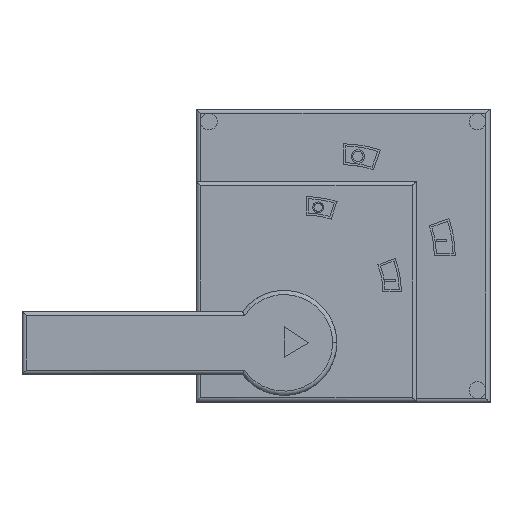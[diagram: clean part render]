
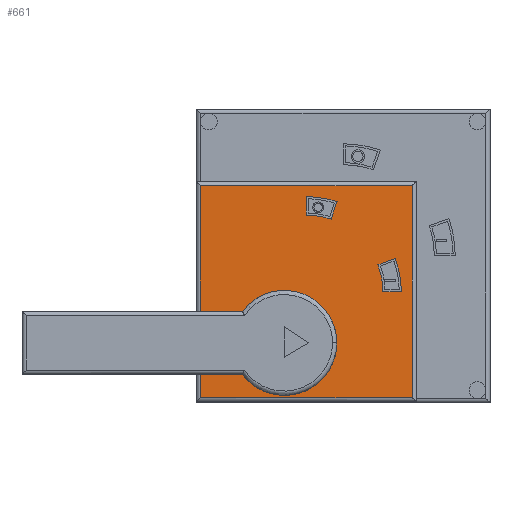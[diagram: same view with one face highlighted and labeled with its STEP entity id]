
A CAD part, top view. The second image highlights one B-rep face of the part: STEP entity #661.
In plain terms, the highlighted planar face has unit normal (0, 0, 1).
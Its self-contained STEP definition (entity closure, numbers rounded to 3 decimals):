
#12 = EDGE_CURVE ( 'NONE', #358, #2224, #604, .T. ) ;
#23 = CARTESIAN_POINT ( 'NONE',  ( -5.747, 16.977, 343. ) ) ;
#38 = ORIENTED_EDGE ( 'NONE', *, *, #1229, .F. ) ;
#47 = EDGE_CURVE ( 'NONE', #1650, #358, #2509, .T. ) ;
#62 = EDGE_LOOP ( 'NONE', ( #1037, #38, #425, #856 ) ) ;
#92 = VECTOR ( 'NONE', #995, 1000. ) ;
#102 = LINE ( 'NONE', #1562, #793 ) ;
#140 = EDGE_CURVE ( 'NONE', #3212, #2356, #902, .T. ) ;
#143 = LINE ( 'NONE', #2266, #2300 ) ;
#179 = VERTEX_POINT ( 'NONE', #1342 ) ;
#199 = DIRECTION ( 'NONE',  ( 0., 0., 1. ) ) ;
#222 = DIRECTION ( 'NONE',  ( 1., 0., 0. ) ) ;
#229 = CARTESIAN_POINT ( 'NONE',  ( -68., -68., 343. ) ) ;
#235 = EDGE_CURVE ( 'NONE', #1441, #3212, #2628, .T. ) ;
#308 = DIRECTION ( 'NONE',  ( 1., 0., 0. ) ) ;
#326 = EDGE_CURVE ( 'NONE', #3487, #1441, #2708, .T. ) ;
#335 = CARTESIAN_POINT ( 'NONE',  ( -62.769, -57., 343. ) ) ;
#337 = CARTESIAN_POINT ( 'NONE',  ( 0., 0., 343. ) ) ;
#358 = VERTEX_POINT ( 'NONE', #400 ) ;
#365 = CARTESIAN_POINT ( 'NONE',  ( 18.925, -17.5, 343. ) ) ;
#372 = CARTESIAN_POINT ( 'NONE',  ( -17.5, -17.5, 343. ) ) ;
#382 = DIRECTION ( 'NONE',  ( 0., -1., 0. ) ) ;
#400 = CARTESIAN_POINT ( 'NONE',  ( 27.74, -17.5, 343. ) ) ;
#413 = VECTOR ( 'NONE', #424, 1000. ) ;
#421 = DIRECTION ( 'NONE',  ( -1., 0., 0. ) ) ;
#423 = AXIS2_PLACEMENT_3D ( 'NONE', #372, #1512, #686 ) ;
#424 = DIRECTION ( 'NONE',  ( 0., -1., 0. ) ) ;
#425 = ORIENTED_EDGE ( 'NONE', *, *, #2883, .F. ) ;
#464 = VERTEX_POINT ( 'NONE', #229 ) ;
#479 = EDGE_LOOP ( 'NONE', ( #2100, #967, #2363, #2159 ) ) ;
#505 = CARTESIAN_POINT ( 'NONE',  ( 16.62, -4.748, 343. ) ) ;
#551 = VERTEX_POINT ( 'NONE', #3006 ) ;
#604 = CIRCLE ( 'NONE', #1027, 45.24 ) ;
#661 = ADVANCED_FACE ( 'NONE', ( #958, #2557, #2472, #2930 ), #867, .F. ) ;
#686 = DIRECTION ( 'NONE',  ( 1., 0., 0. ) ) ;
#691 = DIRECTION ( 'NONE',  ( -0.937, -0.35, 0. ) ) ;
#695 = EDGE_CURVE ( 'NONE', #1709, #1594, #102, .T. ) ;
#735 = CARTESIAN_POINT ( 'NONE',  ( -17.5, 18.925, 343. ) ) ;
#738 = DIRECTION ( 'NONE',  ( 1., 0., 0. ) ) ;
#793 = VECTOR ( 'NONE', #738, 1000. ) ;
#856 = ORIENTED_EDGE ( 'NONE', *, *, #695, .F. ) ;
#867 = PLANE ( 'NONE',  #1076 ) ;
#897 = DIRECTION ( 'NONE',  ( 1., 0., 0. ) ) ;
#902 = CIRCLE ( 'NONE', #1458, 45.24 ) ;
#943 = ORIENTED_EDGE ( 'NONE', *, *, #2712, .T. ) ;
#958 = FACE_OUTER_BOUND ( 'NONE', #2519, .T. ) ;
#967 = ORIENTED_EDGE ( 'NONE', *, *, #47, .F. ) ;
#995 = DIRECTION ( 'NONE',  ( -1., 0., 0. ) ) ;
#998 = LINE ( 'NONE', #2460, #2465 ) ;
#1016 = CARTESIAN_POINT ( 'NONE',  ( -2.902, 25.32, 343. ) ) ;
#1027 = AXIS2_PLACEMENT_3D ( 'NONE', #1160, #1928, #897 ) ;
#1037 = ORIENTED_EDGE ( 'NONE', *, *, #2655, .F. ) ;
#1072 = EDGE_CURVE ( 'NONE', #1301, #1650, #2632, .T. ) ;
#1076 = AXIS2_PLACEMENT_3D ( 'NONE', #337, #3019, #1153 ) ;
#1080 = CARTESIAN_POINT ( 'NONE',  ( -17.5, -17.5, 343. ) ) ;
#1084 = CARTESIAN_POINT ( 'NONE',  ( 33., 0., 343. ) ) ;
#1125 = CARTESIAN_POINT ( 'NONE',  ( 24.877, -1.663, 343. ) ) ;
#1128 = DIRECTION ( 'NONE',  ( 1., 0., 0. ) ) ;
#1153 = DIRECTION ( 'NONE',  ( -1., 0., 0. ) ) ;
#1160 = CARTESIAN_POINT ( 'NONE',  ( -17.5, -17.5, 343. ) ) ;
#1229 = EDGE_CURVE ( 'NONE', #3453, #2324, #1256, .T. ) ;
#1256 = LINE ( 'NONE', #1813, #92 ) ;
#1276 = ORIENTED_EDGE ( 'NONE', *, *, #235, .F. ) ;
#1297 = EDGE_CURVE ( 'NONE', #179, #551, #3478, .T. ) ;
#1301 = VERTEX_POINT ( 'NONE', #505 ) ;
#1342 = CARTESIAN_POINT ( 'NONE',  ( 33., -68., 343. ) ) ;
#1370 = EDGE_CURVE ( 'NONE', #464, #179, #998, .T. ) ;
#1371 = DIRECTION ( 'NONE',  ( 1., 0., 0. ) ) ;
#1386 = CARTESIAN_POINT ( 'NONE',  ( -5.747, 16.977, 343. ) ) ;
#1441 = VERTEX_POINT ( 'NONE', #23 ) ;
#1451 = VECTOR ( 'NONE', #382, 1000. ) ;
#1458 = AXIS2_PLACEMENT_3D ( 'NONE', #1080, #199, #222 ) ;
#1484 = DIRECTION ( 'NONE',  ( 0., -1., 0. ) ) ;
#1498 = ORIENTED_EDGE ( 'NONE', *, *, #326, .F. ) ;
#1512 = DIRECTION ( 'NONE',  ( 0., 0., -1. ) ) ;
#1521 = CARTESIAN_POINT ( 'NONE',  ( 0., 33., 343. ) ) ;
#1562 = CARTESIAN_POINT ( 'NONE',  ( -153., -57., 343. ) ) ;
#1594 = VERTEX_POINT ( 'NONE', #2517 ) ;
#1650 = VERTEX_POINT ( 'NONE', #365 ) ;
#1666 = LINE ( 'NONE', #1734, #1451 ) ;
#1673 = ORIENTED_EDGE ( 'NONE', *, *, #140, .F. ) ;
#1709 = VERTEX_POINT ( 'NONE', #335 ) ;
#1719 = VECTOR ( 'NONE', #308, 1000. ) ;
#1734 = CARTESIAN_POINT ( 'NONE',  ( -17.5, 18.925, 343. ) ) ;
#1773 = EDGE_CURVE ( 'NONE', #2224, #1301, #143, .T. ) ;
#1785 = VECTOR ( 'NONE', #1484, 1000. ) ;
#1808 = CARTESIAN_POINT ( 'NONE',  ( -68., 33., 343. ) ) ;
#1813 = CARTESIAN_POINT ( 'NONE',  ( -48., -27., 343. ) ) ;
#1901 = ORIENTED_EDGE ( 'NONE', *, *, #3465, .T. ) ;
#1928 = DIRECTION ( 'NONE',  ( 0., 0., 1. ) ) ;
#1941 = CIRCLE ( 'NONE', #2945, 25. ) ;
#1959 = VECTOR ( 'NONE', #3246, 1000. ) ;
#1997 = ORIENTED_EDGE ( 'NONE', *, *, #1297, .T. ) ;
#2081 = CARTESIAN_POINT ( 'NONE',  ( -48., -27., 343. ) ) ;
#2100 = ORIENTED_EDGE ( 'NONE', *, *, #12, .F. ) ;
#2101 = VECTOR ( 'NONE', #421, 1000. ) ;
#2159 = ORIENTED_EDGE ( 'NONE', *, *, #1773, .F. ) ;
#2224 = VERTEX_POINT ( 'NONE', #1125 ) ;
#2225 = CARTESIAN_POINT ( 'NONE',  ( -17.5, -17.5, 343. ) ) ;
#2238 = CARTESIAN_POINT ( 'NONE',  ( 18.925, -17.5, 343. ) ) ;
#2253 = AXIS2_PLACEMENT_3D ( 'NONE', #2225, #2502, #2770 ) ;
#2266 = CARTESIAN_POINT ( 'NONE',  ( 16.62, -4.748, 343. ) ) ;
#2300 = VECTOR ( 'NONE', #691, 1000. ) ;
#2306 = LINE ( 'NONE', #3430, #413 ) ;
#2324 = VERTEX_POINT ( 'NONE', #2759 ) ;
#2351 = ORIENTED_EDGE ( 'NONE', *, *, #2626, .F. ) ;
#2356 = VERTEX_POINT ( 'NONE', #3084 ) ;
#2357 = LINE ( 'NONE', #1521, #2101 ) ;
#2363 = ORIENTED_EDGE ( 'NONE', *, *, #1072, .F. ) ;
#2434 = CARTESIAN_POINT ( 'NONE',  ( -28., -42., 343. ) ) ;
#2460 = CARTESIAN_POINT ( 'NONE',  ( 0., -68., 343. ) ) ;
#2465 = VECTOR ( 'NONE', #1128, 1000. ) ;
#2472 = FACE_BOUND ( 'NONE', #3220, .T. ) ;
#2491 = LINE ( 'NONE', #2535, #1785 ) ;
#2497 = ORIENTED_EDGE ( 'NONE', *, *, #1370, .T. ) ;
#2502 = DIRECTION ( 'NONE',  ( 0., 0., -1. ) ) ;
#2509 = LINE ( 'NONE', #2238, #1719 ) ;
#2517 = CARTESIAN_POINT ( 'NONE',  ( -48., -57., 343. ) ) ;
#2519 = EDGE_LOOP ( 'NONE', ( #1901, #2497, #1997, #943 ) ) ;
#2535 = CARTESIAN_POINT ( 'NONE',  ( -62.769, 0., 343. ) ) ;
#2557 = FACE_BOUND ( 'NONE', #62, .T. ) ;
#2592 = VECTOR ( 'NONE', #2954, 1000. ) ;
#2626 = EDGE_CURVE ( 'NONE', #2356, #3487, #1666, .T. ) ;
#2628 = LINE ( 'NONE', #1386, #1959 ) ;
#2632 = CIRCLE ( 'NONE', #2253, 36.425 ) ;
#2655 = EDGE_CURVE ( 'NONE', #2324, #1709, #2491, .T. ) ;
#2708 = CIRCLE ( 'NONE', #423, 36.425 ) ;
#2712 = EDGE_CURVE ( 'NONE', #551, #3253, #2357, .T. ) ;
#2759 = CARTESIAN_POINT ( 'NONE',  ( -62.769, -27., 343. ) ) ;
#2770 = DIRECTION ( 'NONE',  ( 1., 0., 0. ) ) ;
#2883 = EDGE_CURVE ( 'NONE', #1594, #3453, #1941, .T. ) ;
#2930 = FACE_BOUND ( 'NONE', #479, .T. ) ;
#2945 = AXIS2_PLACEMENT_3D ( 'NONE', #2434, #3491, #1371 ) ;
#2954 = DIRECTION ( 'NONE',  ( 0., 1., 0. ) ) ;
#3006 = CARTESIAN_POINT ( 'NONE',  ( 33., 33., 343. ) ) ;
#3019 = DIRECTION ( 'NONE',  ( 0., 0., -1. ) ) ;
#3084 = CARTESIAN_POINT ( 'NONE',  ( -17.5, 27.74, 343. ) ) ;
#3212 = VERTEX_POINT ( 'NONE', #1016 ) ;
#3220 = EDGE_LOOP ( 'NONE', ( #1673, #1276, #1498, #2351 ) ) ;
#3246 = DIRECTION ( 'NONE',  ( 0.323, 0.947, 0. ) ) ;
#3253 = VERTEX_POINT ( 'NONE', #1808 ) ;
#3430 = CARTESIAN_POINT ( 'NONE',  ( -68., 0., 343. ) ) ;
#3453 = VERTEX_POINT ( 'NONE', #2081 ) ;
#3465 = EDGE_CURVE ( 'NONE', #3253, #464, #2306, .T. ) ;
#3478 = LINE ( 'NONE', #1084, #2592 ) ;
#3487 = VERTEX_POINT ( 'NONE', #735 ) ;
#3491 = DIRECTION ( 'NONE',  ( 0., 0., 1. ) ) ;
